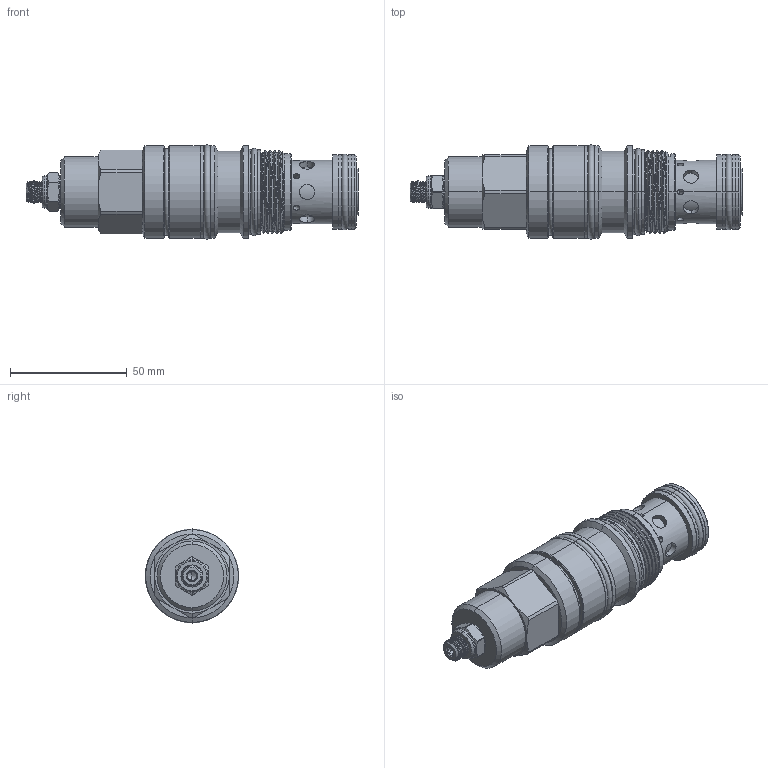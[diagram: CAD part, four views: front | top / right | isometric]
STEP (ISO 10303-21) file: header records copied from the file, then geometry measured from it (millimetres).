
FILE_DESCRIPTION (( 'STEP AP214' ), '1' );
FILE_NAME ('CA17A3A(3C).STEP', '2016-04-12T08:31:28', ( '' ), ( '' ), 'SwSTEP 2.0', 'SolidWorks 2012', '' );
FILE_SCHEMA (( 'AUTOMOTIVE_DESIGN' ));
Length unit declared in the file: millimetre
Products named in the file (1): CA17A3A(3C)
Bounding box: 142.04 x 40.39 x 40.39 mm (x, y, z)
Volume: 115518.1 mm3; surface area: 26030.2 mm2
Topology: 4 solids, 5 shells, 345 faces, 793 edges, 485 vertices
Faces by surface type: cylinder 156, plane 71, cone 63, torus 46, bspline 9
Entity records: 15359 total; most frequent: CARTESIAN_POINT 7674, DIRECTION 1625, ORIENTED_EDGE 1578, EDGE_CURVE 789, AXIS2_PLACEMENT_3D 686, VERTEX_POINT 485, EDGE_LOOP 384, CIRCLE 349
